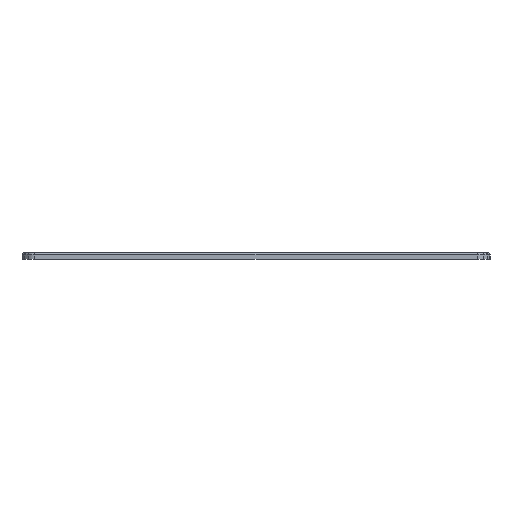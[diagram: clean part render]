
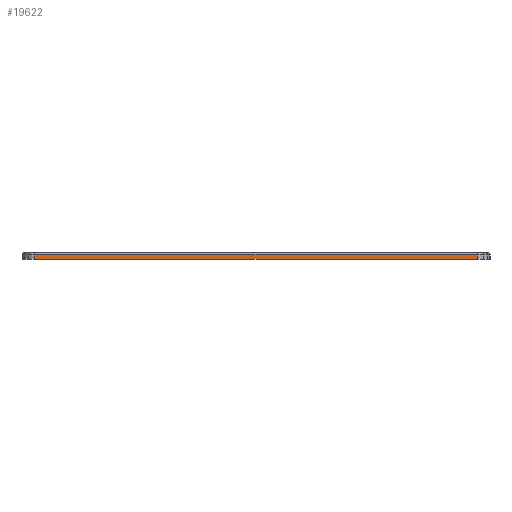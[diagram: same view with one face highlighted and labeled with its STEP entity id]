
A CAD part, left-side view. The second image highlights one B-rep face of the part: STEP entity #19622.
In plain terms, the highlighted planar face has unit normal (-1, 0, 0).
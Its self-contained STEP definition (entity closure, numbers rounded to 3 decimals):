
#3193=FACE_OUTER_BOUND('',#4326,.T.);
#4326=EDGE_LOOP('',(#18012,#18013,#18014,#18015));
#5680=LINE('',#37710,#7276);
#5945=LINE('',#38612,#7541);
#5946=LINE('',#38616,#7542);
#5947=LINE('',#38617,#7543);
#7276=VECTOR('',#22538,10.);
#7541=VECTOR('',#23411,10.);
#7542=VECTOR('',#23416,10.);
#7543=VECTOR('',#23417,10.);
#9275=VERTEX_POINT('',#37704);
#9276=VERTEX_POINT('',#37708);
#9469=VERTEX_POINT('',#38611);
#9470=VERTEX_POINT('',#38615);
#11988=EDGE_CURVE('',#9275,#9276,#5680,.T.);
#12373=EDGE_CURVE('',#9469,#9276,#5945,.T.);
#12375=EDGE_CURVE('',#9470,#9275,#5946,.T.);
#12376=EDGE_CURVE('',#9469,#9470,#5947,.T.);
#18012=ORIENTED_EDGE('',*,*,#11988,.F.);
#18013=ORIENTED_EDGE('',*,*,#12375,.F.);
#18014=ORIENTED_EDGE('',*,*,#12376,.F.);
#18015=ORIENTED_EDGE('',*,*,#12373,.T.);
#18577=PLANE('',#20365);
#19622=ADVANCED_FACE('',(#3193),#18577,.T.);
#20365=AXIS2_PLACEMENT_3D('',#38614,#23414,#23415);
#22538=DIRECTION('',(0.,-1.,0.));
#23411=DIRECTION('',(0.,0.,1.));
#23414=DIRECTION('center_axis',(-1.,0.,0.));
#23415=DIRECTION('ref_axis',(0.,-1.,0.));
#23416=DIRECTION('',(0.,0.,1.));
#23417=DIRECTION('',(0.,1.,0.));
#37704=CARTESIAN_POINT('',(0.,-2.828,14.));
#37708=CARTESIAN_POINT('',(0.,-101.572,14.));
#37710=CARTESIAN_POINT('',(0.,-27.514,14.));
#38611=CARTESIAN_POINT('',(0.,-101.572,13.));
#38612=CARTESIAN_POINT('',(0.,-101.572,13.));
#38614=CARTESIAN_POINT('Origin',(0.,-2.828,13.));
#38615=CARTESIAN_POINT('',(0.,-2.828,13.));
#38616=CARTESIAN_POINT('',(0.,-2.828,13.));
#38617=CARTESIAN_POINT('',(0.,-104.4,13.));
